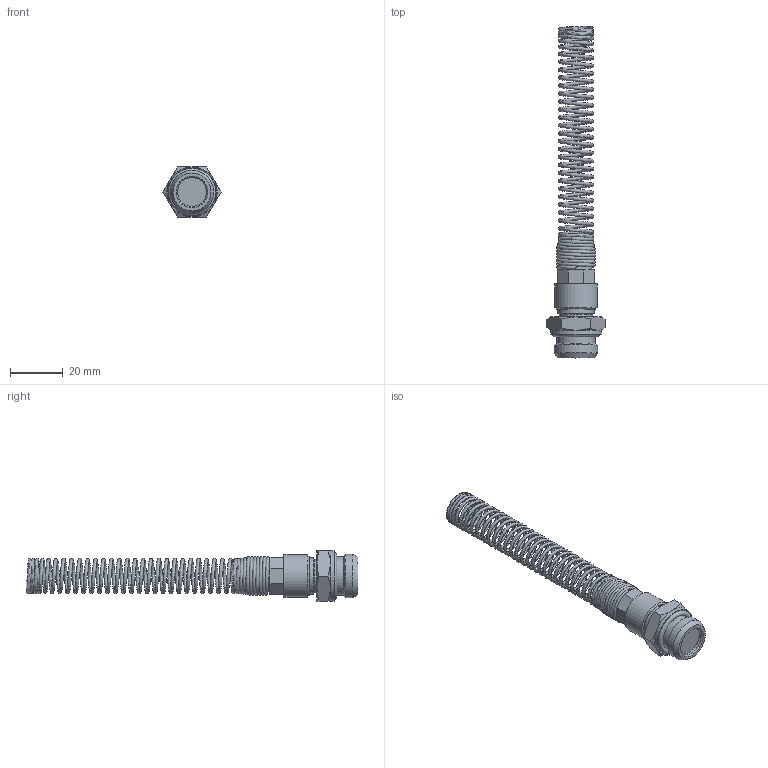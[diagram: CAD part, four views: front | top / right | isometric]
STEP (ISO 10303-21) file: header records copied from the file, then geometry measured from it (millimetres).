
FILE_DESCRIPTION(/* description */ (''),/* implementation_level */ '2;1');
FILE_NAME(/* name */ 'ck_388_ks_msv.stp',/* time_stamp */ '2016-11-30T08:18:39+01:00',/* author */ ('hamoud'),/* organization */ (''),/* preprocessor_version */ 'ST-DEVELOPER v15.6',/* originating_system */ 'Autodesk Inventor LT ',/* authorisation */ '');
FILE_SCHEMA (('AUTOMOTIVE_DESIGN { 1 0 10303 214 3 1 1 }'));
Length unit declared in the file: millimetre
Products named in the file (1): ck_388_ks_msv
Bounding box: 21.94 x 125.5 x 19 mm (x, y, z)
Volume: 9719.7 mm3; surface area: 10821.9 mm2
Topology: 4 solids, 4 shells, 82 faces, 171 edges, 103 vertices
Faces by surface type: cone 31, plane 28, cylinder 13, bspline 6, torus 4
Full cylindrical faces by diameter (mm): 10.2 x1, 11 x1, 11.065 x1, 12 x1, 12.5 x1, 13.1 x1, 13.27 x1, 13.9 x1, 14.4 x1, 16 x1, 16.5 x1, 19 x1
Entity records: 21514 total; most frequent: CARTESIAN_POINT 20021, DIRECTION 292, ORIENTED_EDGE 274, EDGE_CURVE 137, AXIS2_PLACEMENT_3D 135, EDGE_LOOP 118, VERTEX_POINT 95, FACE_OUTER_BOUND 82
